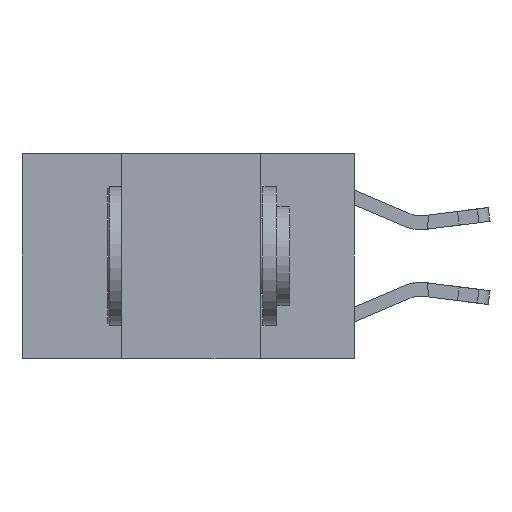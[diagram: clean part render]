
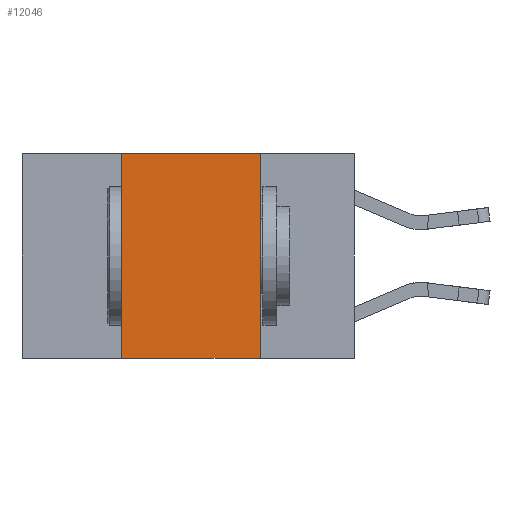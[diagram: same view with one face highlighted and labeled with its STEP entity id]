
A CAD part, left-side view. The second image highlights one B-rep face of the part: STEP entity #12046.
In plain terms, the highlighted planar face has unit normal (-1, 0, 0).
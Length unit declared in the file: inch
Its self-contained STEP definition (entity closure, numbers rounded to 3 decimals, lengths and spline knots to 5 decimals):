
#218 = CARTESIAN_POINT ( 'NONE',  ( 0., 0.17, 0. ) ) ;
#422 = ORIENTED_EDGE ( 'NONE', *, *, #17253, .F. ) ;
#863 = EDGE_CURVE ( 'NONE', #5124, #8209, #17324, .T. ) ;
#1488 = EDGE_CURVE ( 'NONE', #15994, #8209, #5741, .T. ) ;
#1908 = LINE ( 'NONE', #14174, #16039 ) ;
#2792 = DIRECTION ( 'NONE',  ( 0., 0., -1. ) ) ;
#4164 = VECTOR ( 'NONE', #8607, 39.37008 ) ;
#4415 = CARTESIAN_POINT ( 'NONE',  ( 0., 0.6, 0. ) ) ;
#5124 = VERTEX_POINT ( 'NONE', #8806 ) ;
#5141 = DIRECTION ( 'NONE',  ( 0., -1., 0. ) ) ;
#5388 = PLANE ( 'NONE',  #6058 ) ;
#5741 = LINE ( 'NONE', #218, #8893 ) ;
#6058 = AXIS2_PLACEMENT_3D ( 'NONE', #10904, #16288, #2792 ) ;
#6746 = EDGE_LOOP ( 'NONE', ( #10118, #422, #14919, #10120 ) ) ;
#7339 = LINE ( 'NONE', #4415, #4164 ) ;
#8209 = VERTEX_POINT ( 'NONE', #14161 ) ;
#8607 = DIRECTION ( 'NONE',  ( 0., -1., 0. ) ) ;
#8806 = CARTESIAN_POINT ( 'NONE',  ( 0., 0.42, -0.37 ) ) ;
#8893 = VECTOR ( 'NONE', #10994, 39.37008 ) ;
#9642 = FACE_OUTER_BOUND ( 'NONE', #6746, .T. ) ;
#10118 = ORIENTED_EDGE ( 'NONE', *, *, #1488, .F. ) ;
#10120 = ORIENTED_EDGE ( 'NONE', *, *, #863, .T. ) ;
#10904 = CARTESIAN_POINT ( 'NONE',  ( 0., 0.6, 0. ) ) ;
#10994 = DIRECTION ( 'NONE',  ( 0., 0., -1. ) ) ;
#12046 = ADVANCED_FACE ( 'NONE', ( #9642 ), #5388, .F. ) ;
#12471 = CARTESIAN_POINT ( 'NONE',  ( 0., 0.17, 0. ) ) ;
#12843 = DIRECTION ( 'NONE',  ( 0., 0., 1. ) ) ;
#13508 = CARTESIAN_POINT ( 'NONE',  ( 0., 0.6, -0.37 ) ) ;
#13925 = VECTOR ( 'NONE', #5141, 39.37008 ) ;
#14118 = VERTEX_POINT ( 'NONE', #15239 ) ;
#14161 = CARTESIAN_POINT ( 'NONE',  ( 0., 0.17, -0.37 ) ) ;
#14174 = CARTESIAN_POINT ( 'NONE',  ( 0., 0.42, 0. ) ) ;
#14182 = EDGE_CURVE ( 'NONE', #5124, #14118, #1908, .T. ) ;
#14919 = ORIENTED_EDGE ( 'NONE', *, *, #14182, .F. ) ;
#15239 = CARTESIAN_POINT ( 'NONE',  ( 0., 0.42, 0. ) ) ;
#15994 = VERTEX_POINT ( 'NONE', #12471 ) ;
#16039 = VECTOR ( 'NONE', #12843, 39.37008 ) ;
#16288 = DIRECTION ( 'NONE',  ( 1., 0., 0. ) ) ;
#17253 = EDGE_CURVE ( 'NONE', #14118, #15994, #7339, .T. ) ;
#17324 = LINE ( 'NONE', #13508, #13925 ) ;
